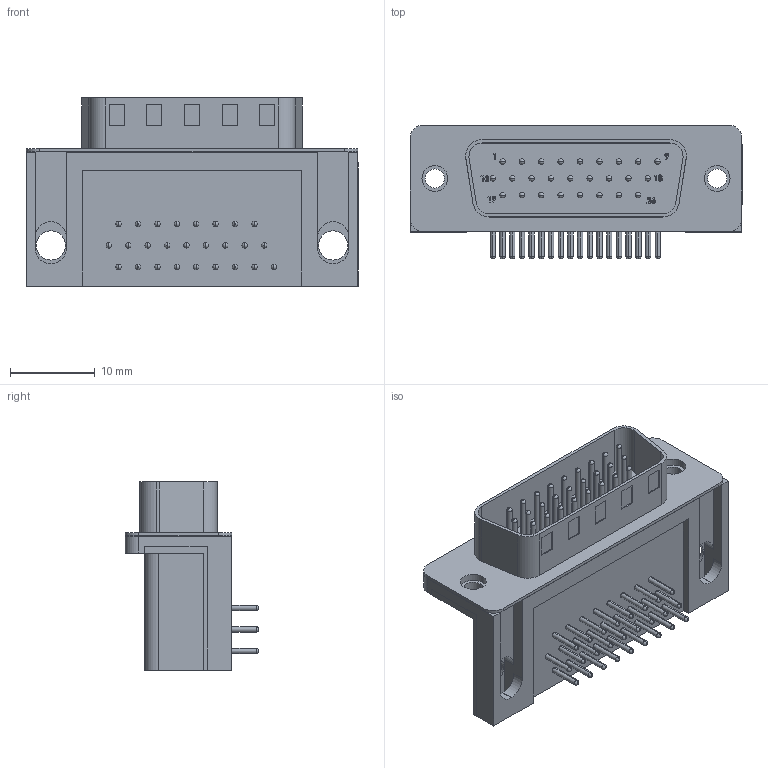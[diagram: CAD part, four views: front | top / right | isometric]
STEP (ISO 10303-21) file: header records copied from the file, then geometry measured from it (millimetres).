
FILE_DESCRIPTION (( 'STEP AP203' ), '1' );
FILE_NAME ('181-026-113.STEP', '2014-06-19T02:44:51', ( '' ), ( '' ), 'SwSTEP 2.0', 'SolidWorks 2012', '' );
FILE_SCHEMA (( 'CONFIG_CONTROL_DESIGN' ));
Length unit declared in the file: inch
Products named in the file (1): 181-026-113
Bounding box: 39.2 x 15.77 x 22.23 mm (x, y, z)
Volume: 5149.7 mm3; surface area: 4612.2 mm2
Topology: 1 solids, 1 shells, 529 faces, 1234 edges, 786 vertices
Faces by surface type: plane 227, cylinder 142, torus 104, bspline 56
Entity records: 18099 total; most frequent: CARTESIAN_POINT 5838, DIRECTION 2562, ORIENTED_EDGE 2468, EDGE_CURVE 1234, AXIS2_PLACEMENT_3D 966, VERTEX_POINT 786, LINE 630, VECTOR 630
